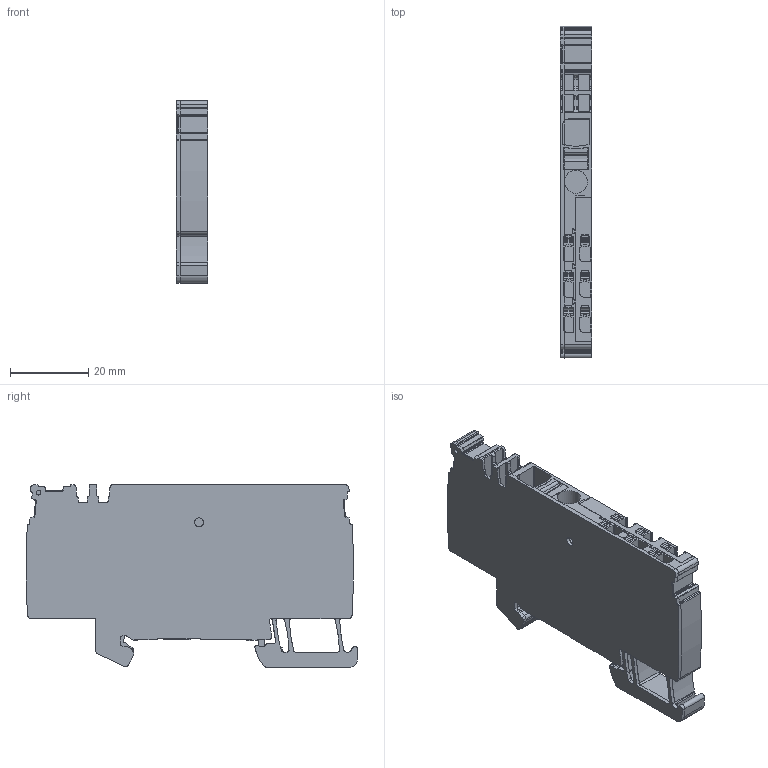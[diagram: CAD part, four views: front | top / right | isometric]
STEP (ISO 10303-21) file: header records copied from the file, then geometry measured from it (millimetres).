
FILE_DESCRIPTION(('CATIA V5 STEP Exchange','CAx-IF Rec.Pracs.--- Model Styling and Organization---1.5--- 2016-08-15','CAx-IF Rec.Pracs.---Supplemental Geometry---1.0---2011-11-01','CAx-IF Rec.Pracs.--- Composite Materials ---1.1---2010-07-15'),'2;1');
FILE_NAME ('278517-1_2', '2025-09-22T05:31:35+00:00', ('none'), ('Weidmueller'), 'CATIA Version 5-6 Release 2024 SP4', 'CATIA V5 STEP AP214 v3', 'none');
FILE_SCHEMA(('AUTOMOTIVE_DESIGN { 1 0 10303 214 1 1 1 1 }'));
Length unit declared in the file: millimetre
Products named in the file (1): 2464740000
Bounding box: 8.1 x 85.08 x 46.8 mm (x, y, z)
Volume: 24268.8 mm3; surface area: 21993.8 mm2
Topology: 11 solids, 11 shells, 1653 faces, 4720 edges, 3044 vertices
Faces by surface type: plane 771, cylinder 768, sphere 50, torus 41, extrusion 16, bspline 7
Entity records: 54775 total; most frequent: CARTESIAN_POINT 13913, ORIENTED_EDGE 9336, DIRECTION 7005, EDGE_CURVE 4668, VERTEX_POINT 3044, VECTOR 2995, LINE 2979, AXIS2_PLACEMENT_3D 2645
